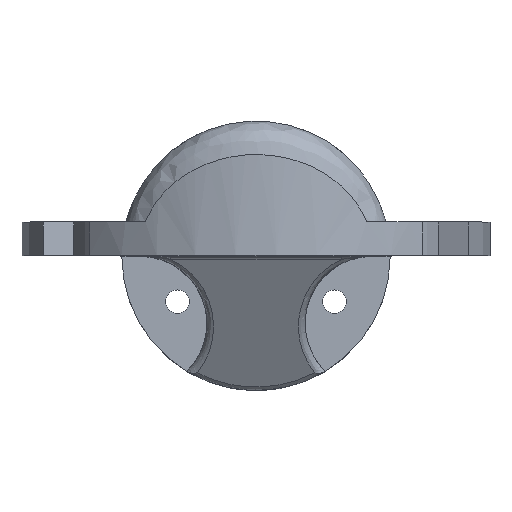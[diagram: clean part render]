
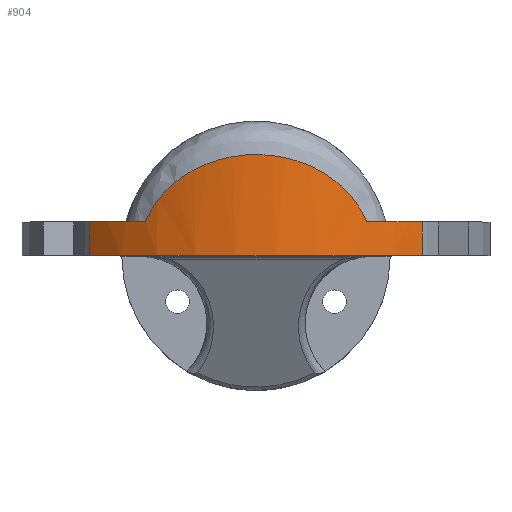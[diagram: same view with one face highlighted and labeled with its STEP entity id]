
A CAD part, top view. The second image highlights one B-rep face of the part: STEP entity #904.
In plain terms, the highlighted cylindrical face has radius 35 mm (diameter 70 mm), a partial arc.
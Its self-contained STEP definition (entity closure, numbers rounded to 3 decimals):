
#84=LINE('',#2012,#142);
#85=LINE('',#2013,#143);
#142=VECTOR('',#1157,10.);
#143=VECTOR('',#1158,10.);
#181=CYLINDRICAL_SURFACE('',#992,35.);
#214=FACE_OUTER_BOUND('',#275,.T.);
#275=EDGE_LOOP('',(#717,#718,#719,#720,#721,#722));
#345=B_SPLINE_CURVE_WITH_KNOTS('',3,(#1989,#1990,#1991,#1992,#1993,#1994,
#1995,#1996,#1997,#1998),.UNSPECIFIED.,.F.,.F.,(4,1,1,1,1,1,1,4),(7.706,
8.15,8.727,9.303,9.88,10.456,
11.032,11.477),.UNSPECIFIED.);
#353=CIRCLE('',#966,35.);
#369=CIRCLE('',#993,35.);
#370=CIRCLE('',#994,35.);
#411=VERTEX_POINT('',#1429);
#412=VERTEX_POINT('',#1431);
#452=VERTEX_POINT('',#1979);
#453=VERTEX_POINT('',#1988);
#454=VERTEX_POINT('',#2008);
#455=VERTEX_POINT('',#2010);
#503=EDGE_CURVE('',#411,#412,#353,.T.);
#555=EDGE_CURVE('',#452,#453,#345,.T.);
#557=EDGE_CURVE('',#453,#454,#369,.T.);
#558=EDGE_CURVE('',#455,#452,#370,.T.);
#559=EDGE_CURVE('',#455,#412,#84,.T.);
#560=EDGE_CURVE('',#411,#454,#85,.T.);
#717=ORIENTED_EDGE('',*,*,#557,.F.);
#718=ORIENTED_EDGE('',*,*,#555,.F.);
#719=ORIENTED_EDGE('',*,*,#558,.F.);
#720=ORIENTED_EDGE('',*,*,#559,.T.);
#721=ORIENTED_EDGE('',*,*,#503,.F.);
#722=ORIENTED_EDGE('',*,*,#560,.T.);
#904=ADVANCED_FACE('',(#214),#181,.T.);
#966=AXIS2_PLACEMENT_3D('',#1432,#1085,#1086);
#992=AXIS2_PLACEMENT_3D('',#2007,#1151,#1152);
#993=AXIS2_PLACEMENT_3D('',#2009,#1153,#1154);
#994=AXIS2_PLACEMENT_3D('',#2011,#1155,#1156);
#1085=DIRECTION('center_axis',(0.,-1.,0.));
#1086=DIRECTION('ref_axis',(1.,0.,0.));
#1151=DIRECTION('center_axis',(0.,1.,0.));
#1152=DIRECTION('ref_axis',(1.,0.,0.));
#1153=DIRECTION('center_axis',(0.,1.,0.));
#1154=DIRECTION('ref_axis',(1.,0.,0.));
#1155=DIRECTION('center_axis',(0.,1.,0.));
#1156=DIRECTION('ref_axis',(1.,0.,0.));
#1157=DIRECTION('',(0.,-1.,0.));
#1158=DIRECTION('',(0.,1.,0.));
#1429=CARTESIAN_POINT('',(24.749,0.,89.749));
#1431=CARTESIAN_POINT('',(-24.749,0.,89.749));
#1432=CARTESIAN_POINT('Origin',(0.,0.,
65.));
#1979=CARTESIAN_POINT('',(-16.499,5.,95.867));
#1988=CARTESIAN_POINT('',(16.499,5.,95.867));
#1989=CARTESIAN_POINT('Ctrl Pts',(-16.499,5.,95.868));
#1990=CARTESIAN_POINT('Ctrl Pts',(-15.932,6.372,96.171));
#1991=CARTESIAN_POINT('Ctrl Pts',(-14.107,9.33,97.103));
#1992=CARTESIAN_POINT('Ctrl Pts',(-9.693,12.908,98.798));
#1993=CARTESIAN_POINT('Ctrl Pts',(-3.447,15.09,100.052));
#1994=CARTESIAN_POINT('Ctrl Pts',(3.444,15.088,100.049));
#1995=CARTESIAN_POINT('Ctrl Pts',(9.695,12.907,98.799));
#1996=CARTESIAN_POINT('Ctrl Pts',(14.106,9.33,97.101));
#1997=CARTESIAN_POINT('Ctrl Pts',(15.932,6.372,96.171));
#1998=CARTESIAN_POINT('Ctrl Pts',(16.499,5.,95.868));
#2007=CARTESIAN_POINT('Origin',(0.,0.,65.));
#2008=CARTESIAN_POINT('',(24.749,5.,89.749));
#2009=CARTESIAN_POINT('Origin',(0.,5.,65.));
#2010=CARTESIAN_POINT('',(-24.749,5.,89.749));
#2011=CARTESIAN_POINT('Origin',(0.,5.,65.));
#2012=CARTESIAN_POINT('',(-24.749,0.,89.749));
#2013=CARTESIAN_POINT('',(24.749,0.,89.749));
